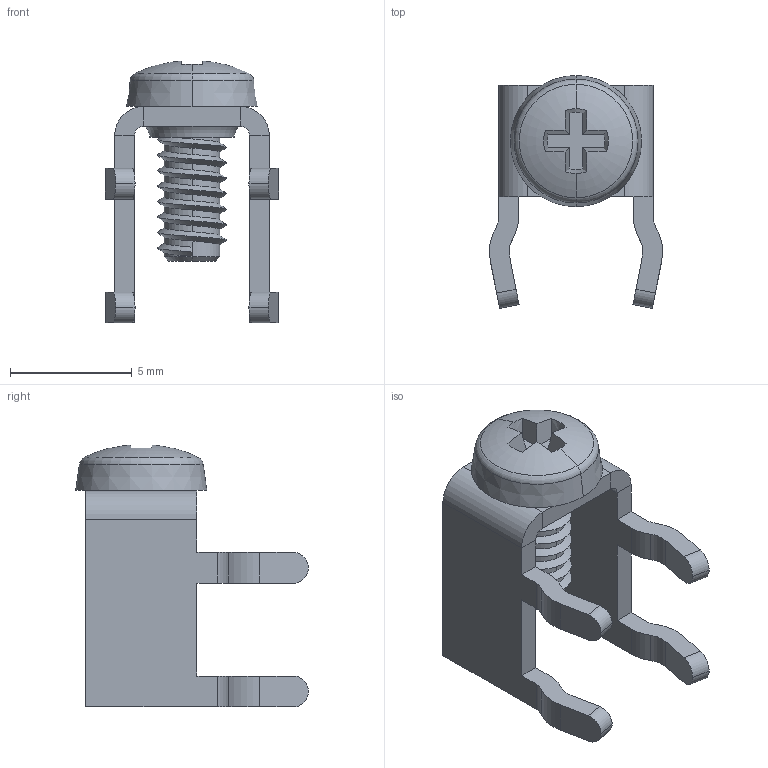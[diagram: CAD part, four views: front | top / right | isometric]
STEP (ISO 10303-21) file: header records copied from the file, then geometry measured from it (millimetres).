
FILE_DESCRIPTION (( 'STEP AP203' ), '1' );
FILE_NAME ('7773.STEP', '2011-06-14T17:19:50', ( '' ), ( '' ), 'SwSTEP 2.0', 'SolidWorks 2009', '' );
FILE_SCHEMA (( 'CONFIG_CONTROL_DESIGN' ));
Length unit declared in the file: millimetre
Products named in the file (3): 7774; 7773; 9900
Assembly tree (2 placements, depth 2):
  7773
    9900
    7774
Bounding box: 7.11 x 9.55 x 10.75 mm (x, y, z)
Volume: 155.5 mm3; surface area: 462.2 mm2
Topology: 2 solids, 2 shells, 125 faces, 327 edges, 208 vertices
Faces by surface type: cylinder 53, plane 50, cone 9, torus 9, bspline 4
Entity records: 4940 total; most frequent: CARTESIAN_POINT 1657, ORIENTED_EDGE 654, DIRECTION 619, EDGE_CURVE 327, AXIS2_PLACEMENT_3D 229, VERTEX_POINT 208, LINE 161, VECTOR 161
